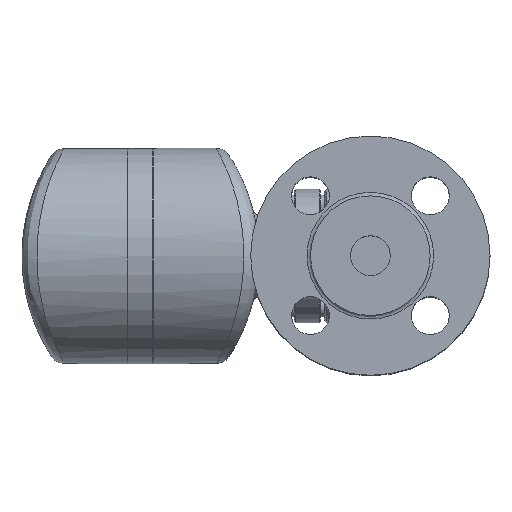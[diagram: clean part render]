
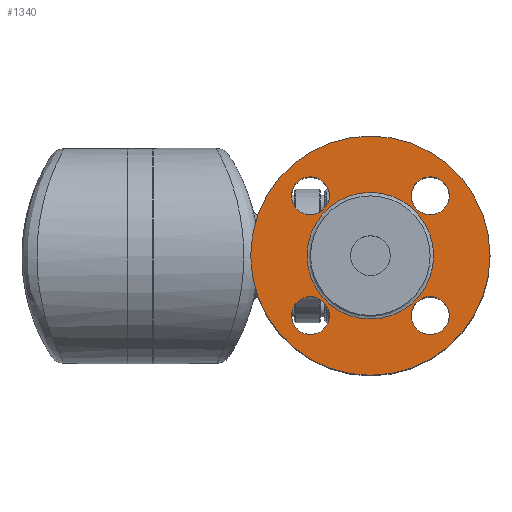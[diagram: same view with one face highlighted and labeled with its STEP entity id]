
A CAD part, top view. The second image highlights one B-rep face of the part: STEP entity #1340.
In plain terms, the highlighted planar face has unit normal (0, 0, 1).
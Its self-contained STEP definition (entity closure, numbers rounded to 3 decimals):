
#660=CARTESIAN_POINT('',(139.052,20.552,108.));
#661=VERTEX_POINT('',#660);
#662=CARTESIAN_POINT('',(139.052,30.052,108.));
#663=DIRECTION('',(0.0,0.0,-1.0));
#664=DIRECTION('',(0.0,-1.0,0.0));
#665=AXIS2_PLACEMENT_3D('',#662,#663,#664);
#666=CIRCLE('',#665,9.5);
#667=EDGE_CURVE('',#661,#661,#666,.T.);
#709=CARTESIAN_POINT('',(129.552,-30.052,108.));
#710=VERTEX_POINT('',#709);
#711=CARTESIAN_POINT('',(139.052,-30.052,108.));
#712=DIRECTION('',(0.0,0.0,-1.0));
#713=DIRECTION('',(-1.0,0.0,0.0));
#714=AXIS2_PLACEMENT_3D('',#711,#712,#713);
#715=CIRCLE('',#714,9.5);
#716=EDGE_CURVE('',#710,#710,#715,.T.);
#758=CARTESIAN_POINT('',(78.948,-20.552,108.));
#759=VERTEX_POINT('',#758);
#760=CARTESIAN_POINT('',(78.948,-30.052,108.));
#761=DIRECTION('',(0.0,0.0,-1.0));
#762=DIRECTION('',(0.0,1.0,0.0));
#763=AXIS2_PLACEMENT_3D('',#760,#761,#762);
#764=CIRCLE('',#763,9.5);
#765=EDGE_CURVE('',#759,#759,#764,.T.);
#807=CARTESIAN_POINT('',(88.448,30.052,108.));
#808=VERTEX_POINT('',#807);
#809=CARTESIAN_POINT('',(78.948,30.052,108.));
#810=DIRECTION('',(0.0,0.0,-1.0));
#811=DIRECTION('',(1.0,0.0,0.0));
#812=AXIS2_PLACEMENT_3D('',#809,#810,#811);
#813=CIRCLE('',#812,9.5);
#814=EDGE_CURVE('',#808,#808,#813,.T.);
#1286=CARTESIAN_POINT('',(77.268,0.,108.));
#1287=VERTEX_POINT('',#1286);
#1288=CARTESIAN_POINT('',(109.,0.0,108.));
#1289=DIRECTION('',(0.0,0.0,1.0));
#1290=DIRECTION('',(1.0,0.0,0.0));
#1291=AXIS2_PLACEMENT_3D('',#1288,#1289,#1290);
#1292=CIRCLE('',#1291,31.732);
#1293=EDGE_CURVE('',#1287,#1287,#1292,.T.);
#1309=CARTESIAN_POINT('',(154.0,0.0,108.));
#1310=DIRECTION('',(0.0,0.0,1.0));
#1311=DIRECTION('',(1.0,0.0,0.0));
#1312=AXIS2_PLACEMENT_3D('',#1309,#1310,#1311);
#1313=PLANE('',#1312);
#1314=CARTESIAN_POINT('',(169.0,0.0,108.));
#1315=VERTEX_POINT('',#1314);
#1316=CARTESIAN_POINT('',(109.,0.0,108.));
#1317=DIRECTION('',(0.0,0.0,1.0));
#1318=DIRECTION('',(1.0,0.0,0.0));
#1319=AXIS2_PLACEMENT_3D('',#1316,#1317,#1318);
#1320=CIRCLE('',#1319,60.);
#1321=EDGE_CURVE('',#1315,#1315,#1320,.T.);
#1322=ORIENTED_EDGE('',*,*,#1321,.T.);
#1323=EDGE_LOOP('',(#1322));
#1324=FACE_OUTER_BOUND('',#1323,.T.);
#1325=ORIENTED_EDGE('',*,*,#667,.T.);
#1326=EDGE_LOOP('',(#1325));
#1327=FACE_BOUND('',#1326,.T.);
#1328=ORIENTED_EDGE('',*,*,#716,.T.);
#1329=EDGE_LOOP('',(#1328));
#1330=FACE_BOUND('',#1329,.T.);
#1331=ORIENTED_EDGE('',*,*,#765,.T.);
#1332=EDGE_LOOP('',(#1331));
#1333=FACE_BOUND('',#1332,.T.);
#1334=ORIENTED_EDGE('',*,*,#814,.T.);
#1335=EDGE_LOOP('',(#1334));
#1336=FACE_BOUND('',#1335,.T.);
#1337=ORIENTED_EDGE('',*,*,#1293,.F.);
#1338=EDGE_LOOP('',(#1337));
#1339=FACE_BOUND('',#1338,.T.);
#1340=ADVANCED_FACE('',(#1324,#1327,#1330,#1333,#1336,#1339),#1313,.T.);
